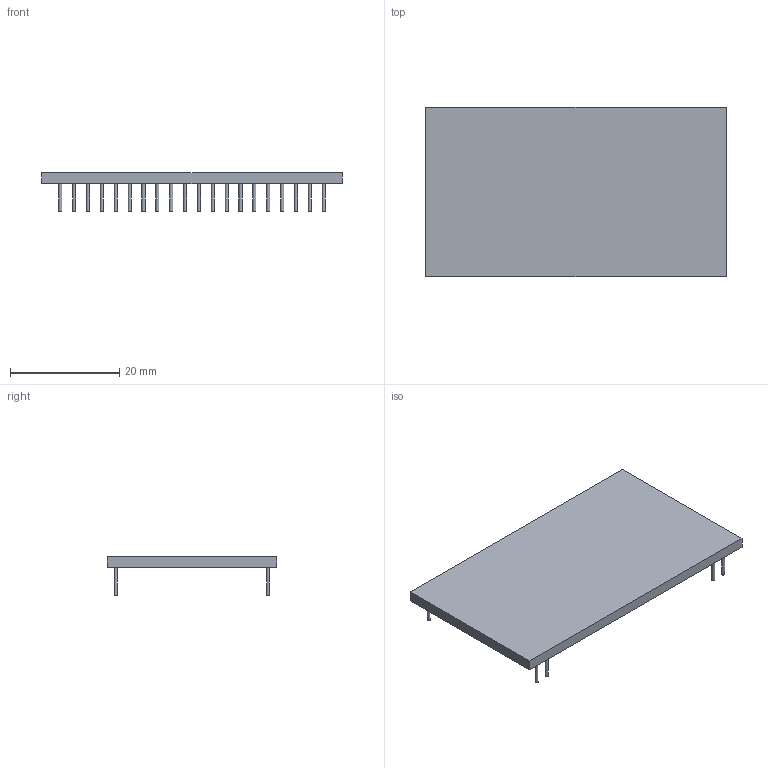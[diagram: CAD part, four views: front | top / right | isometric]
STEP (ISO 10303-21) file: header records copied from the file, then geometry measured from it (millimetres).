
FILE_DESCRIPTION(('FreeCAD Model'),'2;1');
FILE_NAME('350009.1.1.stp','2020-04-08T14:38:00',( 'Author'),(''),'Open CASCADE STEP processor 6.9','FreeCAD','Unknown' );
FILE_SCHEMA(('AUTOMOTIVE_DESIGN { 1 0 10303 214 1 1 1 1 }'));
Length unit declared in the file: millimetre
Products named in the file (3): ASSEMBLY; Body; Leads
Assembly tree (25 placements, depth 2):
  ASSEMBLY
    Body
    Leads  x24
Bounding box: 55 x 31 x 7.1 mm (x, y, z)
Volume: 4182.9 mm3; surface area: 9398.2 mm2
Topology: 577 solids, 577 shells, 1734 faces, 1740 edges, 1160 vertices
Faces by surface type: plane 1158, cylinder 576
Full cylindrical faces by diameter (mm): 0.55 x24, 0.58 x552
Entity records: 2979 total; most frequent: DIRECTION 508, CARTESIAN_POINT 412, ORIENTED_EDGE 168, PCURVE 168, DEFINITIONAL_REPRESENTATION 168, LINE 156, VECTOR 156, AXIS2_PLACEMENT_3D 152
